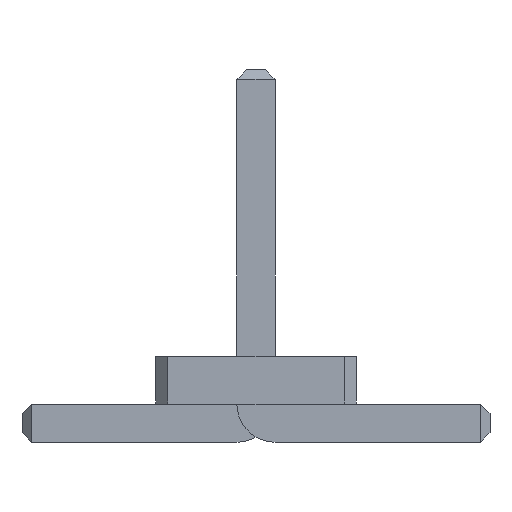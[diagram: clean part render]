
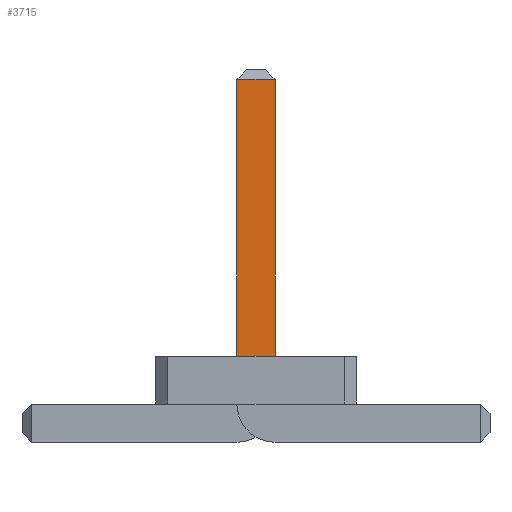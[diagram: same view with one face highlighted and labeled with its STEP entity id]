
A CAD part, front view. The second image highlights one B-rep face of the part: STEP entity #3715.
In plain terms, the highlighted planar face has unit normal (0, -1, 0).
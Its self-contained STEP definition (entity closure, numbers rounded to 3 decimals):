
#1451 = VERTEX_POINT('',#1452);
#1452 = CARTESIAN_POINT('',(0.2,-4.645,0.9));
#1467 = VERTEX_POINT('',#1468);
#1468 = CARTESIAN_POINT('',(-0.2,-4.645,0.9));
#1474 = EDGE_CURVE('',#1451,#1467,#1475,.T.);
#1475 = LINE('',#1476,#1477);
#1476 = CARTESIAN_POINT('',(-0.562,-4.645,0.9));
#1477 = VECTOR('',#1478,1.);
#1478 = DIRECTION('',(-1.,-0.,-0.));
#3697 = VERTEX_POINT('',#3698);
#3698 = CARTESIAN_POINT('',(0.2,-4.645,3.8));
#3704 = EDGE_CURVE('',#3697,#1451,#3705,.T.);
#3705 = LINE('',#3706,#3707);
#3706 = CARTESIAN_POINT('',(0.2,-4.645,3.9));
#3707 = VECTOR('',#3708,1.);
#3708 = DIRECTION('',(0.,0.,-1.));
#3715 = ADVANCED_FACE('',(#3716),#3734,.T.);
#3716 = FACE_BOUND('',#3717,.T.);
#3717 = EDGE_LOOP('',(#3718,#3726,#3727,#3728));
#3718 = ORIENTED_EDGE('',*,*,#3719,.F.);
#3719 = EDGE_CURVE('',#1467,#3720,#3722,.T.);
#3720 = VERTEX_POINT('',#3721);
#3721 = CARTESIAN_POINT('',(-0.2,-4.645,3.8));
#3722 = LINE('',#3723,#3724);
#3723 = CARTESIAN_POINT('',(-0.2,-4.645,0.));
#3724 = VECTOR('',#3725,1.);
#3725 = DIRECTION('',(0.,0.,1.));
#3726 = ORIENTED_EDGE('',*,*,#1474,.F.);
#3727 = ORIENTED_EDGE('',*,*,#3704,.F.);
#3728 = ORIENTED_EDGE('',*,*,#3729,.F.);
#3729 = EDGE_CURVE('',#3720,#3697,#3730,.T.);
#3730 = LINE('',#3731,#3732);
#3731 = CARTESIAN_POINT('',(-0.2,-4.645,3.8));
#3732 = VECTOR('',#3733,1.);
#3733 = DIRECTION('',(1.,0.,0.));
#3734 = PLANE('',#3735);
#3735 = AXIS2_PLACEMENT_3D('',#3736,#3737,#3738);
#3736 = CARTESIAN_POINT('',(-0.2,-4.645,3.9));
#3737 = DIRECTION('',(0.,-1.,0.));
#3738 = DIRECTION('',(0.,0.,-1.));
